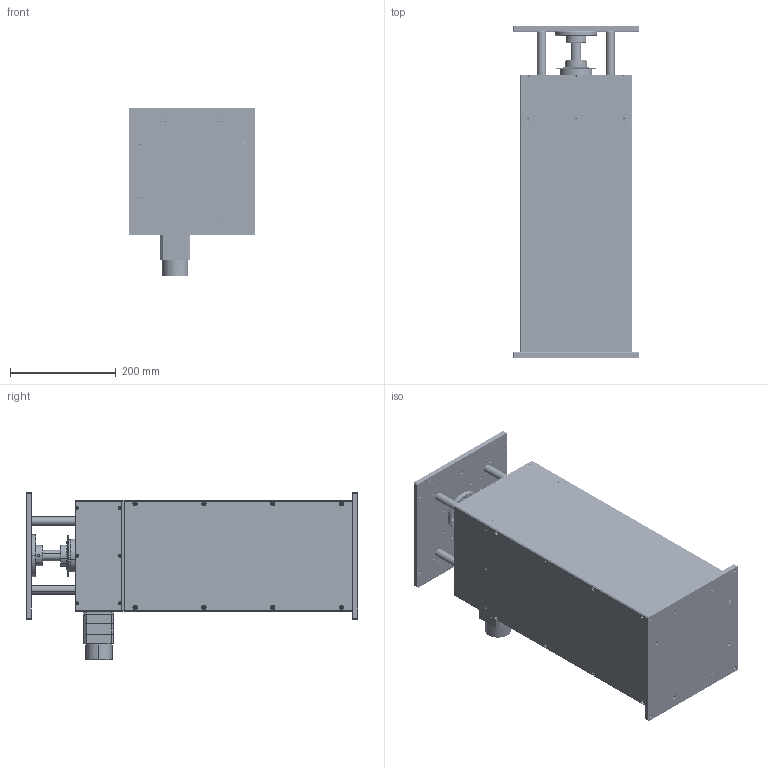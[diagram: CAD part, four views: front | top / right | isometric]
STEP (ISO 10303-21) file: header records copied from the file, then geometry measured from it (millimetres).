
FILE_DESCRIPTION (( 'STEP AP203' ), '1' );
FILE_NAME ('PSAV400-240ZF.STEP', '2022-07-08T13:54:52', ( '' ), ( '' ), 'SwSTEP 2.0', 'SolidWorks 2017', '' );
FILE_SCHEMA (( 'CONFIG_CONTROL_DESIGN' ));
Length unit declared in the file: millimetre
Products named in the file (32): MULI2-1-400; PSAV100-240ZF-16萇儂菜啣; hexagon socket head cap screws gb_GB_FASTENER_SCREWS_HSHCS M3X5-N; PSAV400-240ZF-3耜啣; PSAV100-240ZF-10癹弇揖輸; hexagon socket head cap screws gb_GB_FASTENER_SCREWS_HSHCS M5X25-N; PSAV400-240ZF-2耜啣; PSAV100-240ZF-14裔啣4; hexagon socket head cap screws gb_GB_FASTENER_SCREWS_HSHCS M8X25-N; MULI2-2-400; PSAV100-240ZF-11裔啣1; hexagon socket head cap screws gb_GB_FASTENER_SCREWS_HSHCS M4X12-N; KX-SS-5GL2 峚雄羲壽; PSAV400-240ZF-4嫖粣; PSAV100-240ZF-17羲壽覃淕啣; LMF16L; BP-MULI2; PSAV100-240ZF-2價啣; LK8-C30-6.3514; NDBG-9Z-9郋脣釱_嘐隅芛; PSAV100-240ZF-13裔啣3; PSAV100-240ZF-5狟傍啣; PSAV100-240ZF-4怢醱; 57M(1.8S)祭輛萇儂-湍惕掅; hexagon socket head cap screws gb_GB_FASTENER_SCREWS_HSHCS M5X12-N; PSAV400-240ZF-1耜啣; cross recessed countersunk head screws gb2_GB_CROSS_SCREWS_TYPE10 M2.5X6-4.5-H1-N; PSAV100-240ZF-6萇儂釱; PSAV100-240ZF-8菁啣; PSAV100-240ZF-12裔啣2; PSAV400-240ZF; MULI2-3
Assembly tree (123 placements, depth 2):
  PSAV400-240ZF
    PSAV100-240ZF-2價啣
    LMF16L  x4
    MULI2-1-400
    MULI2-2-400
    MULI2-3
    BP-MULI2
    PSAV100-240ZF-4怢醱
    PSAV100-240ZF-6萇儂釱
    PSAV100-240ZF-12裔啣2
    PSAV100-240ZF-13裔啣3
    PSAV100-240ZF-14裔啣4
    PSAV100-240ZF-16萇儂菜啣
    PSAV100-240ZF-11裔啣1  x2
    PSAV100-240ZF-5狟傍啣
    KX-SS-5GL2 峚雄羲壽  x2
    LK8-C30-6.3514
    NDBG-9Z-9郋脣釱_嘐隅芛
    PSAV100-240ZF-17羲壽覃淕啣  x2
    PSAV400-240ZF-1耜啣
    PSAV400-240ZF-2耜啣
    PSAV400-240ZF-3耜啣  x2
    PSAV400-240ZF-4嫖粣  x4
    PSAV100-240ZF-10癹弇揖輸
    hexagon socket head cap screws gb_GB_FASTENER_SCREWS_HSHCS M5X12-N  x8
    PSAV100-240ZF-8菁啣
    hexagon socket head cap screws gb_GB_FASTENER_SCREWS_HSHCS M4X12-N  x48
    hexagon socket head cap screws gb_GB_FASTENER_SCREWS_HSHCS M5X25-N  x2
    hexagon socket head cap screws gb_GB_FASTENER_SCREWS_HSHCS M8X25-N  x4
    cross recessed countersunk head screws gb2_GB_CROSS_SCREWS_TYPE10 M2.5X6-4.5-H1-N  x24
    hexagon socket head cap screws gb_GB_FASTENER_SCREWS_HSHCS M3X5-N  x2
    57M(1.8S)祭輛萇儂-湍惕掅
Bounding box: 240 x 627 x 317 mm (x, y, z)
Volume: 7877301.7 mm3; surface area: 1860281.8 mm2
Topology: 123 solids, 123 shells, 4226 faces, 10065 edges, 6122 vertices
Faces by surface type: plane 1955, cylinder 1393, cone 661, torus 133, bspline 72, sphere 12
Entity records: 59751 total; most frequent: CARTESIAN_POINT 10209, DIRECTION 9687, ORIENTED_EDGE 8492, EDGE_CURVE 4246, AXIS2_PLACEMENT_3D 3629, VERTEX_POINT 2691, LINE 2429, VECTOR 2429
